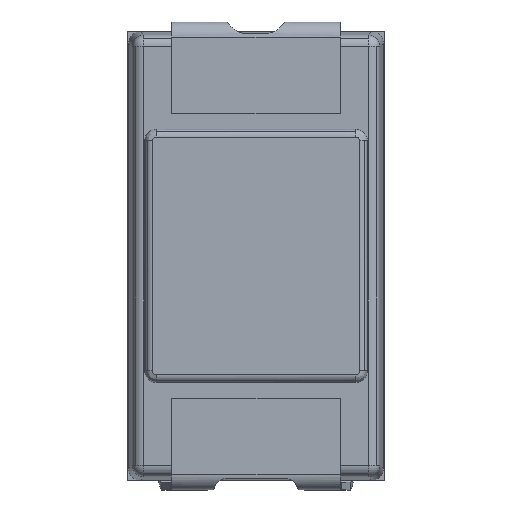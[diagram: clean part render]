
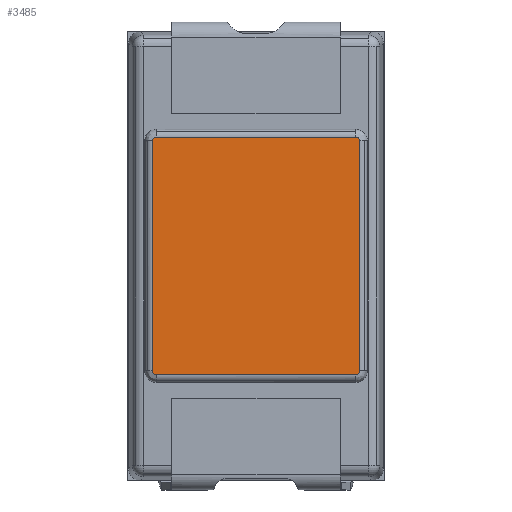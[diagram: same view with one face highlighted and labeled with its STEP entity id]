
A CAD part, top view. The second image highlights one B-rep face of the part: STEP entity #3485.
In plain terms, the highlighted planar face has unit normal (0, 0, 1).
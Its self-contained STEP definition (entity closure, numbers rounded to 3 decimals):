
#53 = DIRECTION ( 'NONE',  ( 0., 0., 1. ) ) ;
#106 = CARTESIAN_POINT ( 'NONE',  ( -15.094, -12.91, 0.705 ) ) ;
#179 = ORIENTED_EDGE ( 'NONE', *, *, #691, .F. ) ;
#300 = EDGE_CURVE ( 'NONE', #1693, #3743, #6148, .T. ) ;
#361 = VECTOR ( 'NONE', #6224, 1000. ) ;
#474 = EDGE_CURVE ( 'NONE', #3743, #3202, #6062, .T. ) ;
#553 = VECTOR ( 'NONE', #647, 1000. ) ;
#647 = DIRECTION ( 'NONE',  ( 0., 1., 0. ) ) ;
#656 = CARTESIAN_POINT ( 'NONE',  ( -13.019, -15.989, 0.705 ) ) ;
#668 = CARTESIAN_POINT ( 'NONE',  ( -13.019, -12.96, 0.705 ) ) ;
#691 = EDGE_CURVE ( 'NONE', #5377, #1693, #3311, .T. ) ;
#870 = CARTESIAN_POINT ( 'NONE',  ( -15.698, -16.01, 0.705 ) ) ;
#949 = EDGE_CURVE ( 'NONE', #3512, #4411, #1551, .T. ) ;
#1115 = EDGE_CURVE ( 'NONE', #3202, #5583, #5893, .T. ) ;
#1118 = CARTESIAN_POINT ( 'NONE',  ( -13.069, -12.91, 0.705 ) ) ;
#1223 = EDGE_CURVE ( 'NONE', #5148, #5377, #2388, .T. ) ;
#1378 = DIRECTION ( 'NONE',  ( -1., 0., 0. ) ) ;
#1551 = LINE ( 'NONE', #3057, #553 ) ;
#1574 = CARTESIAN_POINT ( 'NONE',  ( -15.718, -12.96, 0.705 ) ) ;
#1590 = EDGE_CURVE ( 'NONE', #5583, #3512, #5938, .T. ) ;
#1693 = VERTEX_POINT ( 'NONE', #2859 ) ;
#1857 = ORIENTED_EDGE ( 'NONE', *, *, #1115, .F. ) ;
#2099 = CARTESIAN_POINT ( 'NONE',  ( -15.668, -12.91, 0.705 ) ) ;
#2137 = ORIENTED_EDGE ( 'NONE', *, *, #949, .F. ) ;
#2333 = ORIENTED_EDGE ( 'NONE', *, *, #1590, .F. ) ;
#2388 = LINE ( 'NONE', #106, #4577 ) ;
#2464 = DIRECTION ( 'NONE',  ( 1., 0., 0. ) ) ;
#2533 = ORIENTED_EDGE ( 'NONE', *, *, #1223, .F. ) ;
#2547 = ORIENTED_EDGE ( 'NONE', *, *, #4876, .F. ) ;
#2787 = CARTESIAN_POINT ( 'NONE',  ( -15.668, -16.01, 0.705 ) ) ;
#2842 = EDGE_LOOP ( 'NONE', ( #2333, #1857, #5127, #5184, #179, #2533, #2547, #2137 ) ) ;
#2859 = CARTESIAN_POINT ( 'NONE',  ( -13.019, -12.96, 0.705 ) ) ;
#2897 = CARTESIAN_POINT ( 'NONE',  ( -15.668, -16.01, 0.705 ) ) ;
#3057 = CARTESIAN_POINT ( 'NONE',  ( -15.718, -15.285, 0.705 ) ) ;
#3106 = CARTESIAN_POINT ( 'NONE',  ( -15.718, -12.96, 0.705 ) ) ;
#3202 = VERTEX_POINT ( 'NONE', #4778 ) ;
#3289 = VECTOR ( 'NONE', #1378, 1000. ) ;
#3311 =( BOUNDED_CURVE ( )  B_SPLINE_CURVE ( 3, ( #3558, #4980, #3536, #668 ),
 .UNSPECIFIED., .F., .F. ) 
 B_SPLINE_CURVE_WITH_KNOTS ( ( 4, 4 ),
 ( 5.499, 7.067 ),
 .UNSPECIFIED. ) 
 CURVE ( )  GEOMETRIC_REPRESENTATION_ITEM ( )  RATIONAL_B_SPLINE_CURVE ( ( 1., 0.805, 0.805, 1. ) ) 
 REPRESENTATION_ITEM ( '' )  );
#3386 = CARTESIAN_POINT ( 'NONE',  ( -13.644, -16.01, 0.705 ) ) ;
#3485 = ADVANCED_FACE ( 'NONE', ( #6021 ), #3916, .T. ) ;
#3512 = VERTEX_POINT ( 'NONE', #4368 ) ;
#3536 = CARTESIAN_POINT ( 'NONE',  ( -13.019, -12.931, 0.705 ) ) ;
#3558 = CARTESIAN_POINT ( 'NONE',  ( -13.069, -12.91, 0.705 ) ) ;
#3560 = CARTESIAN_POINT ( 'NONE',  ( -15.698, -12.91, 0.705 ) ) ;
#3743 = VERTEX_POINT ( 'NONE', #3745 ) ;
#3745 = CARTESIAN_POINT ( 'NONE',  ( -13.019, -15.96, 0.705 ) ) ;
#3776 = CARTESIAN_POINT ( 'NONE',  ( -15.718, -15.989, 0.705 ) ) ;
#3916 = PLANE ( 'NONE',  #6320 ) ;
#4233 = CARTESIAN_POINT ( 'NONE',  ( -13.019, -13.635, 0.705 ) ) ;
#4368 = CARTESIAN_POINT ( 'NONE',  ( -15.718, -15.96, 0.705 ) ) ;
#4411 = VERTEX_POINT ( 'NONE', #3106 ) ;
#4471 =( BOUNDED_CURVE ( )  B_SPLINE_CURVE ( 3, ( #1574, #4476, #3560, #2099 ),
 .UNSPECIFIED., .F., .T. ) 
 B_SPLINE_CURVE_WITH_KNOTS ( ( 4, 4 ),
 ( 5.499, 7.067 ),
 .UNSPECIFIED. ) 
 CURVE ( )  GEOMETRIC_REPRESENTATION_ITEM ( )  RATIONAL_B_SPLINE_CURVE ( ( 1., 0.805, 0.805, 1. ) ) 
 REPRESENTATION_ITEM ( '' )  );
#4476 = CARTESIAN_POINT ( 'NONE',  ( -15.718, -12.931, 0.705 ) ) ;
#4568 = CARTESIAN_POINT ( 'NONE',  ( -13.019, -15.96, 0.705 ) ) ;
#4577 = VECTOR ( 'NONE', #2464, 1000. ) ;
#4682 = CARTESIAN_POINT ( 'NONE',  ( -15.718, -15.96, 0.705 ) ) ;
#4778 = CARTESIAN_POINT ( 'NONE',  ( -13.069, -16.01, 0.705 ) ) ;
#4844 = CARTESIAN_POINT ( 'NONE',  ( -14.369, -14.46, 0.705 ) ) ;
#4876 = EDGE_CURVE ( 'NONE', #4411, #5148, #4471, .T. ) ;
#4980 = CARTESIAN_POINT ( 'NONE',  ( -13.039, -12.91, 0.705 ) ) ;
#5098 = CARTESIAN_POINT ( 'NONE',  ( -13.069, -16.01, 0.705 ) ) ;
#5127 = ORIENTED_EDGE ( 'NONE', *, *, #474, .F. ) ;
#5148 = VERTEX_POINT ( 'NONE', #6093 ) ;
#5184 = ORIENTED_EDGE ( 'NONE', *, *, #300, .F. ) ;
#5377 = VERTEX_POINT ( 'NONE', #1118 ) ;
#5583 = VERTEX_POINT ( 'NONE', #2897 ) ;
#5893 = LINE ( 'NONE', #3386, #3289 ) ;
#5938 =( BOUNDED_CURVE ( )  B_SPLINE_CURVE ( 3, ( #2787, #870, #3776, #4682 ),
 .UNSPECIFIED., .F., .F. ) 
 B_SPLINE_CURVE_WITH_KNOTS ( ( 4, 4 ),
 ( 5.499, 7.067 ),
 .UNSPECIFIED. ) 
 CURVE ( )  GEOMETRIC_REPRESENTATION_ITEM ( )  RATIONAL_B_SPLINE_CURVE ( ( 1., 0.805, 0.805, 1. ) ) 
 REPRESENTATION_ITEM ( '' )  );
#6021 = FACE_OUTER_BOUND ( 'NONE', #2842, .T. ) ;
#6062 =( BOUNDED_CURVE ( )  B_SPLINE_CURVE ( 3, ( #4568, #656, #6097, #5098 ),
 .UNSPECIFIED., .F., .T. ) 
 B_SPLINE_CURVE_WITH_KNOTS ( ( 4, 4 ),
 ( 5.499, 7.067 ),
 .UNSPECIFIED. ) 
 CURVE ( )  GEOMETRIC_REPRESENTATION_ITEM ( )  RATIONAL_B_SPLINE_CURVE ( ( 1., 0.805, 0.805, 1. ) ) 
 REPRESENTATION_ITEM ( '' )  );
#6093 = CARTESIAN_POINT ( 'NONE',  ( -15.668, -12.91, 0.705 ) ) ;
#6097 = CARTESIAN_POINT ( 'NONE',  ( -13.039, -16.01, 0.705 ) ) ;
#6148 = LINE ( 'NONE', #4233, #361 ) ;
#6224 = DIRECTION ( 'NONE',  ( 0., -1., 0. ) ) ;
#6320 = AXIS2_PLACEMENT_3D ( 'NONE', #4844, #53, #6344 ) ;
#6344 = DIRECTION ( 'NONE',  ( 1., 0., 0. ) ) ;
